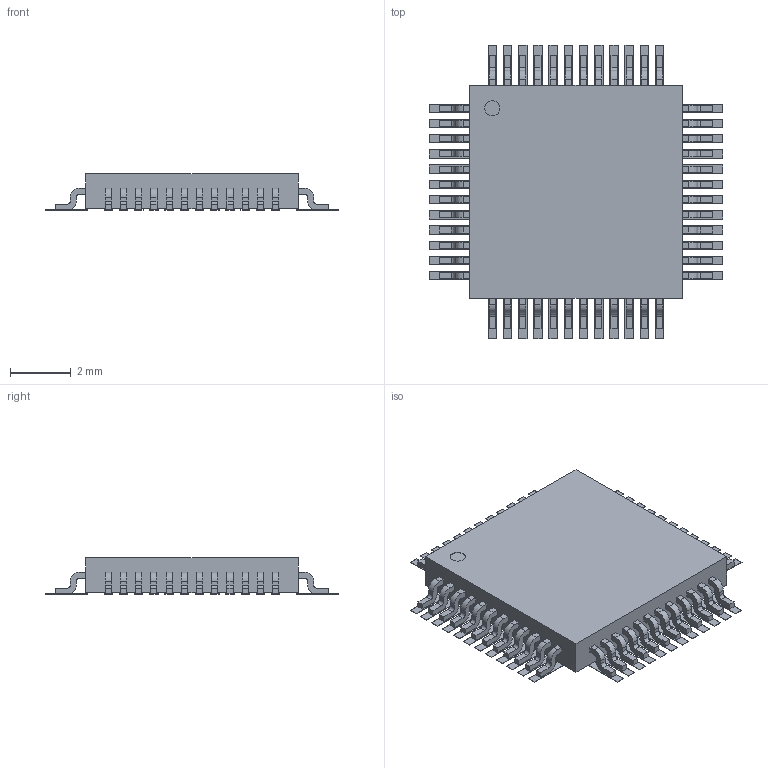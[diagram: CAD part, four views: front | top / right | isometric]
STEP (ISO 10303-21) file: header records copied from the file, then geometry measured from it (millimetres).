
FILE_DESCRIPTION(/* description */ (''),/* implementation_level */ '2;1');
FILE_NAME(/* name */ '115-3085-000_1.stp',/* time_stamp */ '2023-11-01T20:46:09+03:00',/* author */ (''),/* organization */ (''),/* preprocessor_version */ 'ST-DEVELOPER v16.7',/* originating_system */ 'SIEMENS PLM Software NX 12.0',/* authorisation */ '');
FILE_SCHEMA (('AUTOMOTIVE_DESIGN { 1 0 10303 214 3 1 1 1 }'));
Length unit declared in the file: millimetre
Products named in the file (1): 115-3085-000_1
Bounding box: 9.65 x 9.65 x 1.2 mm (x, y, z)
Volume: 59.1 mm3; surface area: 211.8 mm2
Topology: 1 solids, 1 shells, 873 faces, 2322 edges, 1548 vertices
Faces by surface type: plane 679, cylinder 194
Entity records: 29031 total; most frequent: CARTESIAN_POINT 4744, ORIENTED_EDGE 4644, DIRECTION 4458, EDGE_CURVE 2322, LINE 1934, VECTOR 1934, VERTEX_POINT 1548, AXIS2_PLACEMENT_3D 1262
